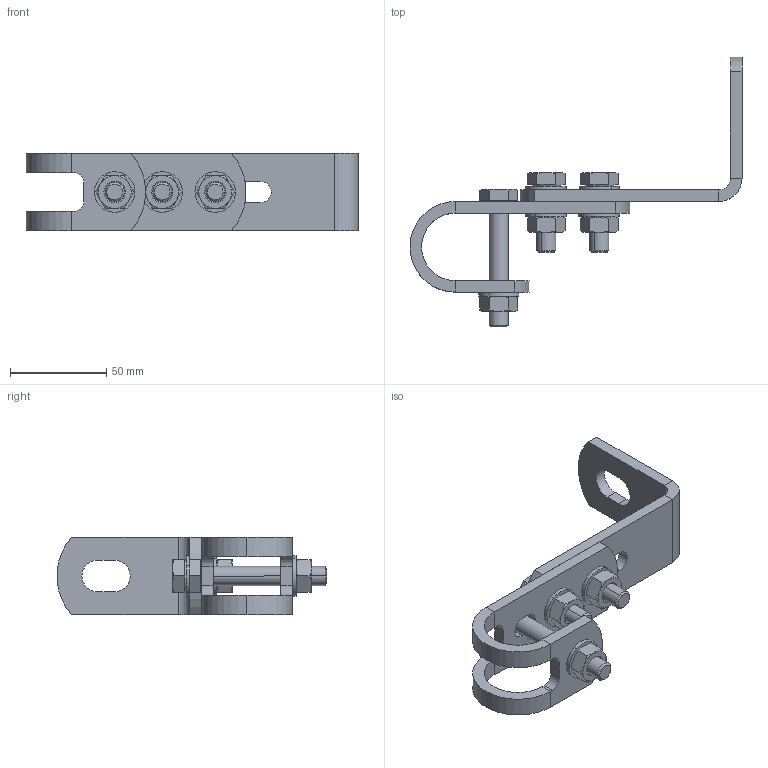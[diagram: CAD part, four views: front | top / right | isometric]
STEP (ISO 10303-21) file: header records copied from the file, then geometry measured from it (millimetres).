
FILE_DESCRIPTION (( 'STEP AP214' ), '1' );
FILE_NAME ('0928420000.STEP', '2024-05-27T08:48:00', ( '' ), ( '' ), 'SwSTEP 2.0', 'SolidWorks 2022', '' );
FILE_SCHEMA (( 'AUTOMOTIVE_DESIGN' ));
Length unit declared in the file: millimetre
Products named in the file (1): 0928420000
Bounding box: 172.1 x 139.9 x 40 mm (x, y, z)
Volume: 92137.3 mm3; surface area: 44987.5 mm2
Topology: 13 solids, 13 shells, 247 faces, 546 edges, 329 vertices
Faces by surface type: plane 98, cone 81, cylinder 62, torus 6
Entity records: 10034 total; most frequent: CARTESIAN_POINT 1711, DIRECTION 1157, ORIENTED_EDGE 1092, EDGE_CURVE 546, AXIS2_PLACEMENT_3D 471, VERTEX_POINT 329, EDGE_LOOP 281, UNCERTAINTY_MEASURE_WITH_UNIT 262
